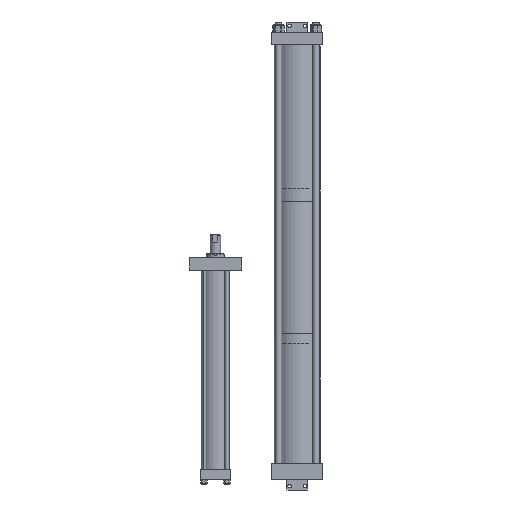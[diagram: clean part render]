
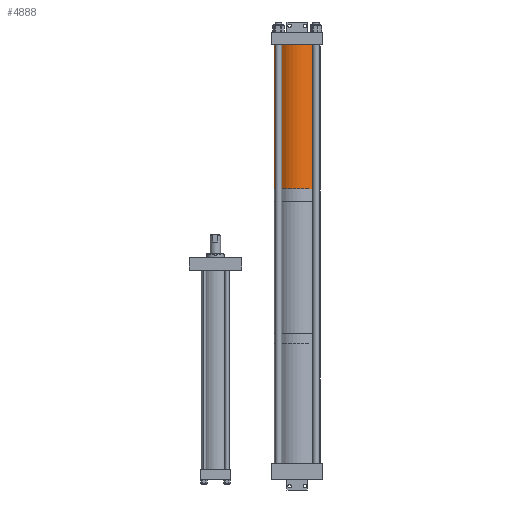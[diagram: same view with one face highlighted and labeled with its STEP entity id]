
A CAD part, front view. The second image highlights one B-rep face of the part: STEP entity #4888.
In plain terms, the highlighted cylindrical face has radius 57.15 mm (diameter 114.3 mm), a partial arc.
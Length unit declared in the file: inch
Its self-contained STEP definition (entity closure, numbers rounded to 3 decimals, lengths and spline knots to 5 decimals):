
#232 = ORIENTED_EDGE ( 'NONE', *, *, #3226, .T. ) ;
#323 = EDGE_LOOP ( 'NONE', ( #3844, #6615, #232, #13279 ) ) ;
#1183 = LINE ( 'NONE', #3176, #9477 ) ;
#2364 = CARTESIAN_POINT ( 'NONE',  ( 2.25, 0., 0. ) ) ;
#2465 = DIRECTION ( 'NONE',  ( 1., 0., 0. ) ) ;
#2763 = DIRECTION ( 'NONE',  ( 0., 0., 1. ) ) ;
#2862 = DIRECTION ( 'NONE',  ( 0., 0., -1. ) ) ;
#3134 = AXIS2_PLACEMENT_3D ( 'NONE', #12694, #2763, #3873 ) ;
#3176 = CARTESIAN_POINT ( 'NONE',  ( -2.25, 0., 14.076 ) ) ;
#3226 = EDGE_CURVE ( 'NONE', #7884, #4771, #1183, .T. ) ;
#3665 = VERTEX_POINT ( 'NONE', #2364 ) ;
#3767 = DIRECTION ( 'NONE',  ( 0., 0., 1. ) ) ;
#3844 = ORIENTED_EDGE ( 'NONE', *, *, #9616, .F. ) ;
#3873 = DIRECTION ( 'NONE',  ( 1., 0., 0. ) ) ;
#4296 = DIRECTION ( 'NONE',  ( -1., 0., 0. ) ) ;
#4771 = VERTEX_POINT ( 'NONE', #11899 ) ;
#4888 = ADVANCED_FACE ( 'NONE', ( #13883 ), #11990, .T. ) ;
#5861 = EDGE_CURVE ( 'NONE', #4771, #3665, #6720, .T. ) ;
#6615 = ORIENTED_EDGE ( 'NONE', *, *, #9361, .F. ) ;
#6720 = CIRCLE ( 'NONE', #3134, 2.25 ) ;
#7413 = LINE ( 'NONE', #12945, #8476 ) ;
#7884 = VERTEX_POINT ( 'NONE', #8933 ) ;
#8476 = VECTOR ( 'NONE', #2862, 39.37008 ) ;
#8707 = DIRECTION ( 'NONE',  ( 0., 0., -1. ) ) ;
#8933 = CARTESIAN_POINT ( 'NONE',  ( -2.25, 0., 14.076 ) ) ;
#9361 = EDGE_CURVE ( 'NONE', #7884, #12437, #12490, .T. ) ;
#9477 = VECTOR ( 'NONE', #13287, 39.37008 ) ;
#9616 = EDGE_CURVE ( 'NONE', #12437, #3665, #7413, .T. ) ;
#9876 = AXIS2_PLACEMENT_3D ( 'NONE', #10406, #3767, #2465 ) ;
#10406 = CARTESIAN_POINT ( 'NONE',  ( 0., 0., 14.076 ) ) ;
#10595 = AXIS2_PLACEMENT_3D ( 'NONE', #14359, #8707, #4296 ) ;
#11899 = CARTESIAN_POINT ( 'NONE',  ( -2.25, 0., 0. ) ) ;
#11990 = CYLINDRICAL_SURFACE ( 'NONE', #10595, 2.25 ) ;
#12437 = VERTEX_POINT ( 'NONE', #12557 ) ;
#12490 = CIRCLE ( 'NONE', #9876, 2.25 ) ;
#12557 = CARTESIAN_POINT ( 'NONE',  ( 2.25, 0., 14.076 ) ) ;
#12694 = CARTESIAN_POINT ( 'NONE',  ( 0., 0., 0. ) ) ;
#12945 = CARTESIAN_POINT ( 'NONE',  ( 2.25, 0., 14.076 ) ) ;
#13279 = ORIENTED_EDGE ( 'NONE', *, *, #5861, .T. ) ;
#13287 = DIRECTION ( 'NONE',  ( 0., 0., -1. ) ) ;
#13883 = FACE_OUTER_BOUND ( 'NONE', #323, .T. ) ;
#14359 = CARTESIAN_POINT ( 'NONE',  ( 0., 0., 14.076 ) ) ;
